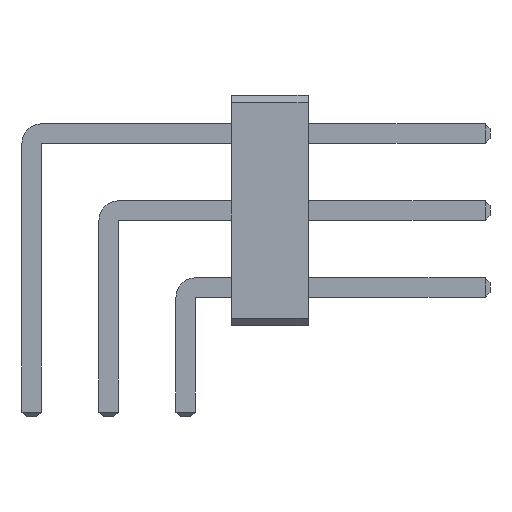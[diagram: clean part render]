
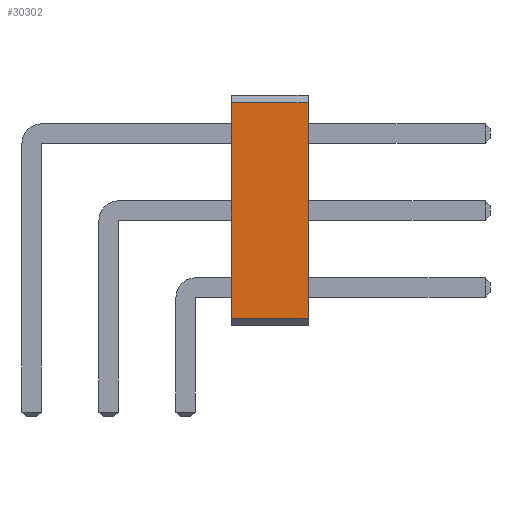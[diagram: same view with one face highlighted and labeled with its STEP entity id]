
A CAD part, front view. The second image highlights one B-rep face of the part: STEP entity #30302.
In plain terms, the highlighted planar face has unit normal (0, -1, 0).
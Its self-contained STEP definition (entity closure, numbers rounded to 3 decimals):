
#30302 = ADVANCED_FACE('',(#30303),#30337,.T.);
#30303 = FACE_BOUND('',#30304,.T.);
#30304 = EDGE_LOOP('',(#30305,#30315,#30323,#30331));
#30305 = ORIENTED_EDGE('',*,*,#30306,.T.);
#30306 = EDGE_CURVE('',#30307,#30309,#30311,.T.);
#30307 = VERTEX_POINT('',#30308);
#30308 = CARTESIAN_POINT('',(6.58,-39.37,0.254));
#30309 = VERTEX_POINT('',#30310);
#30310 = CARTESIAN_POINT('',(9.12,-39.37,0.254));
#30311 = LINE('',#30312,#30313);
#30312 = CARTESIAN_POINT('',(6.58,-39.37,0.254));
#30313 = VECTOR('',#30314,1.);
#30314 = DIRECTION('',(1.,0.,0.));
#30315 = ORIENTED_EDGE('',*,*,#30316,.T.);
#30316 = EDGE_CURVE('',#30309,#30317,#30319,.T.);
#30317 = VERTEX_POINT('',#30318);
#30318 = CARTESIAN_POINT('',(9.12,-39.37,7.366));
#30319 = LINE('',#30320,#30321);
#30320 = CARTESIAN_POINT('',(9.12,-39.37,0.254));
#30321 = VECTOR('',#30322,1.);
#30322 = DIRECTION('',(0.,0.,1.));
#30323 = ORIENTED_EDGE('',*,*,#30324,.F.);
#30324 = EDGE_CURVE('',#30325,#30317,#30327,.T.);
#30325 = VERTEX_POINT('',#30326);
#30326 = CARTESIAN_POINT('',(6.58,-39.37,7.366));
#30327 = LINE('',#30328,#30329);
#30328 = CARTESIAN_POINT('',(6.58,-39.37,7.366));
#30329 = VECTOR('',#30330,1.);
#30330 = DIRECTION('',(1.,0.,0.));
#30331 = ORIENTED_EDGE('',*,*,#30332,.F.);
#30332 = EDGE_CURVE('',#30307,#30325,#30333,.T.);
#30333 = LINE('',#30334,#30335);
#30334 = CARTESIAN_POINT('',(6.58,-39.37,0.254));
#30335 = VECTOR('',#30336,1.);
#30336 = DIRECTION('',(0.,0.,1.));
#30337 = PLANE('',#30338);
#30338 = AXIS2_PLACEMENT_3D('',#30339,#30340,#30341);
#30339 = CARTESIAN_POINT('',(6.58,-39.37,0.254));
#30340 = DIRECTION('',(0.,-1.,0.));
#30341 = DIRECTION('',(0.,0.,1.));
